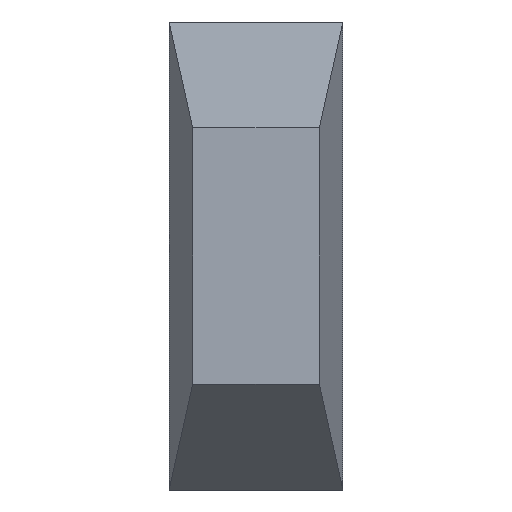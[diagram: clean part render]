
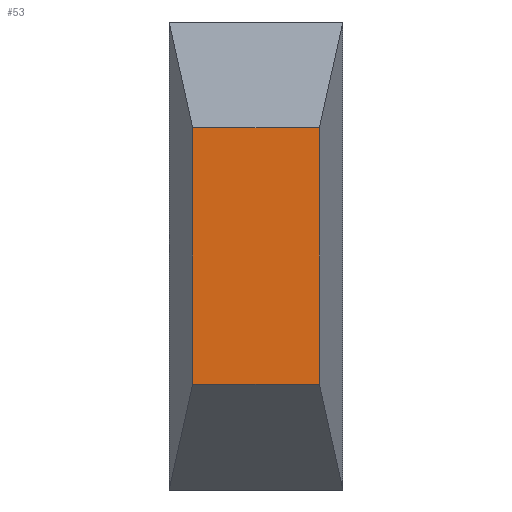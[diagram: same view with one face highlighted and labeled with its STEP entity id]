
A CAD part, front view. The second image highlights one B-rep face of the part: STEP entity #53.
In plain terms, the highlighted planar face has unit normal (0, -1, 0).
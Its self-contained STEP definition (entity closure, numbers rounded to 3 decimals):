
#53=ADVANCED_FACE('',(#72),#74,.T.);
#72=FACE_BOUND('',#73,.T.);
#73=EDGE_LOOP('',(#215,#216,#217,#218));
#74=PLANE('',#75);
#75=AXIS2_PLACEMENT_3D('',#76,#77,#78);
#76=CARTESIAN_POINT('',(0.,-56.276,1.791));
#77=DIRECTION('',(0.,-1.,0.));
#78=DIRECTION('',(0.,0.,-1.));
#215=ORIENTED_EDGE('',*,*,#299,.T.);
#216=ORIENTED_EDGE('',*,*,#300,.T.);
#217=ORIENTED_EDGE('',*,*,#301,.T.);
#218=ORIENTED_EDGE('',*,*,#302,.F.);
#299=EDGE_CURVE('',#341,#342,#343,.F.);
#300=EDGE_CURVE('',#342,#344,#345,.T.);
#301=EDGE_CURVE('',#344,#346,#347,.F.);
#302=EDGE_CURVE('',#341,#346,#348,.T.);
#341=VERTEX_POINT('',#409);
#342=VERTEX_POINT('',#410);
#343=LINE('',#411,#412);
#344=VERTEX_POINT('',#414);
#345=LINE('',#415,#416);
#346=VERTEX_POINT('',#418);
#347=LINE('',#419,#420);
#348=LINE('',#422,#423);
#409=CARTESIAN_POINT('',(0.327,-56.276,1.791));
#410=CARTESIAN_POINT('',(0.327,-56.276,-1.791));
#411=CARTESIAN_POINT('',(0.327,-56.276,-1.791));
#412=VECTOR('',#413,1.);
#413=DIRECTION('',(0.,0.,1.));
#414=CARTESIAN_POINT('',(2.097,-56.276,-1.791));
#415=CARTESIAN_POINT('',(0.327,-56.276,-1.791));
#416=VECTOR('',#417,1.);
#417=DIRECTION('',(1.,0.,0.));
#418=CARTESIAN_POINT('',(2.097,-56.276,1.791));
#419=CARTESIAN_POINT('',(2.097,-56.276,1.791));
#420=VECTOR('',#421,1.);
#421=DIRECTION('',(0.,0.,-1.));
#422=CARTESIAN_POINT('',(0.327,-56.276,1.791));
#423=VECTOR('',#424,1.);
#424=DIRECTION('',(1.,0.,0.));
